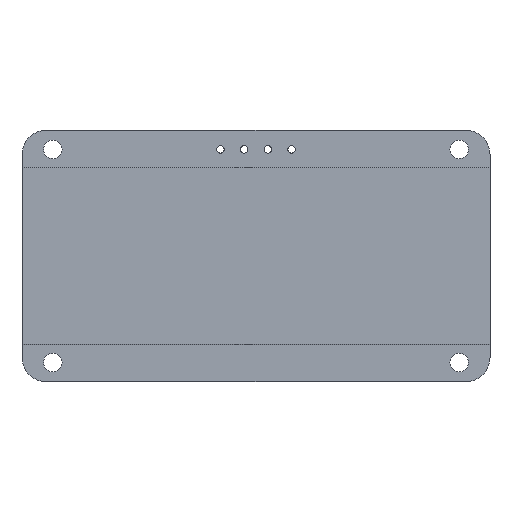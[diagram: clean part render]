
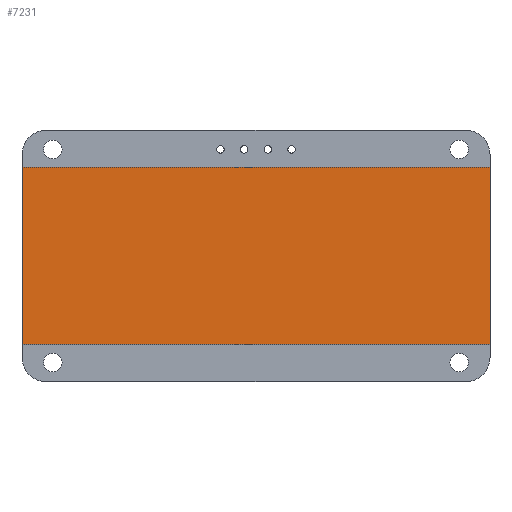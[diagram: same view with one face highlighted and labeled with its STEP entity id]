
A CAD part, top view. The second image highlights one B-rep face of the part: STEP entity #7231.
In plain terms, the highlighted planar face has unit normal (0, 0, 1).
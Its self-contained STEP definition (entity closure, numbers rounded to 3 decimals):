
#142=PLANE('',#7795);
#626=FACE_OUTER_BOUND('',#1100,.T.);
#1100=EDGE_LOOP('',(#5405,#5406,#5407,#5408));
#1561=LINE('',#10391,#2518);
#1564=LINE('',#10396,#2521);
#1565=LINE('',#10399,#2522);
#1567=LINE('',#10402,#2524);
#2518=VECTOR('',#8463,10.);
#2521=VECTOR('',#8468,10.);
#2522=VECTOR('',#8471,10.);
#2524=VECTOR('',#8475,10.);
#3538=VERTEX_POINT('',#10388);
#3539=VERTEX_POINT('',#10390);
#3540=VERTEX_POINT('',#10394);
#3541=VERTEX_POINT('',#10398);
#4253=EDGE_CURVE('',#3539,#3538,#1561,.T.);
#4256=EDGE_CURVE('',#3538,#3540,#1564,.T.);
#4257=EDGE_CURVE('',#3541,#3539,#1565,.T.);
#4259=EDGE_CURVE('',#3540,#3541,#1567,.T.);
#5405=ORIENTED_EDGE('',*,*,#4259,.T.);
#5406=ORIENTED_EDGE('',*,*,#4257,.T.);
#5407=ORIENTED_EDGE('',*,*,#4253,.T.);
#5408=ORIENTED_EDGE('',*,*,#4256,.T.);
#7231=ADVANCED_FACE('',(#626),#142,.T.);
#7795=AXIS2_PLACEMENT_3D('',#10403,#8476,#8477);
#8463=DIRECTION('',(0.,-1.,0.));
#8468=DIRECTION('',(1.,0.,0.));
#8471=DIRECTION('',(-1.,0.,0.));
#8475=DIRECTION('',(0.,1.,0.));
#8476=DIRECTION('center_axis',(0.,0.,1.));
#8477=DIRECTION('ref_axis',(1.,0.,0.));
#10388=CARTESIAN_POINT('',(-25.1,-9.5,8.));
#10390=CARTESIAN_POINT('',(-25.1,9.5,8.));
#10391=CARTESIAN_POINT('',(-25.1,9.5,8.));
#10394=CARTESIAN_POINT('',(25.1,-9.5,8.));
#10396=CARTESIAN_POINT('',(-25.1,-9.5,8.));
#10398=CARTESIAN_POINT('',(25.1,9.5,8.));
#10399=CARTESIAN_POINT('',(25.1,9.5,8.));
#10402=CARTESIAN_POINT('',(25.1,-9.5,8.));
#10403=CARTESIAN_POINT('Origin',(0.,0.,8.));
